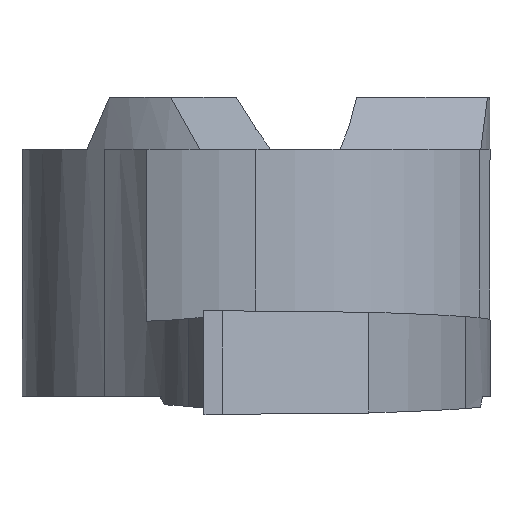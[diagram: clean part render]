
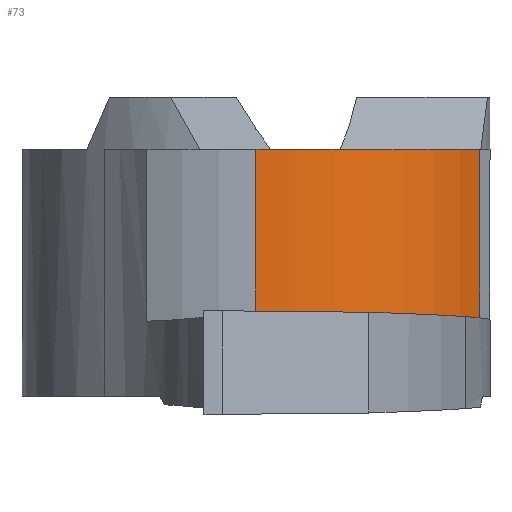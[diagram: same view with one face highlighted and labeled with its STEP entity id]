
A CAD part, left-side view. The second image highlights one B-rep face of the part: STEP entity #73.
In plain terms, the highlighted cylindrical face has radius 4.805 mm (diameter 9.61 mm), a partial arc.
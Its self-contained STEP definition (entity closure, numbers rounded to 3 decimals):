
#73=ADVANCED_FACE('',(#125),#111,.T.);
#111=CYLINDRICAL_SURFACE('',#791,4.805);
#125=FACE_OUTER_BOUND('',#165,.T.);
#165=EDGE_LOOP('',(#346,#347,#348,#349));
#204=LINE('',#1164,#243);
#205=LINE('',#1165,#244);
#243=VECTOR('',#869,1.);
#244=VECTOR('',#870,1.);
#281=CIRCLE('',#788,4.805);
#283=CIRCLE('',#790,4.805);
#346=ORIENTED_EDGE('',*,*,#633,.T.);
#347=ORIENTED_EDGE('',*,*,#634,.T.);
#348=ORIENTED_EDGE('',*,*,#627,.F.);
#349=ORIENTED_EDGE('',*,*,#635,.F.);
#555=VERTEX_POINT('',#1113);
#556=VERTEX_POINT('',#1115);
#560=VERTEX_POINT('',#1162);
#561=VERTEX_POINT('',#1163);
#627=EDGE_CURVE('',#555,#556,#281,.T.);
#633=EDGE_CURVE('',#560,#561,#283,.T.);
#634=EDGE_CURVE('',#561,#556,#204,.T.);
#635=EDGE_CURVE('',#560,#555,#205,.T.);
#788=AXIS2_PLACEMENT_3D('',#1114,#863,#864);
#790=AXIS2_PLACEMENT_3D('',#1161,#867,#868);
#791=AXIS2_PLACEMENT_3D('',#1166,#871,#872);
#863=DIRECTION('',(0.,0.,-1.));
#864=DIRECTION('',(-1.,0.,0.));
#867=DIRECTION('',(0.,0.,-1.));
#868=DIRECTION('',(1.,0.,0.));
#869=DIRECTION('',(0.,0.,-1.));
#870=DIRECTION('',(0.,0.,-1.));
#871=DIRECTION('',(0.,0.,-1.));
#872=DIRECTION('',(-1.,0.,0.));
#1113=CARTESIAN_POINT('',(-2.13,-4.307,-3.303));
#1114=CARTESIAN_POINT('',(0.,0.,-3.303));
#1115=CARTESIAN_POINT('',(-4.805,0.,-3.303));
#1161=CARTESIAN_POINT('',(0.,0.,0.));
#1162=CARTESIAN_POINT('',(-2.13,-4.307,0.));
#1163=CARTESIAN_POINT('',(-4.805,0.,0.));
#1164=CARTESIAN_POINT('',(-4.805,0.,-1.));
#1165=CARTESIAN_POINT('',(-2.13,-4.307,-3.303));
#1166=CARTESIAN_POINT('',(0.,0.,-1.));
